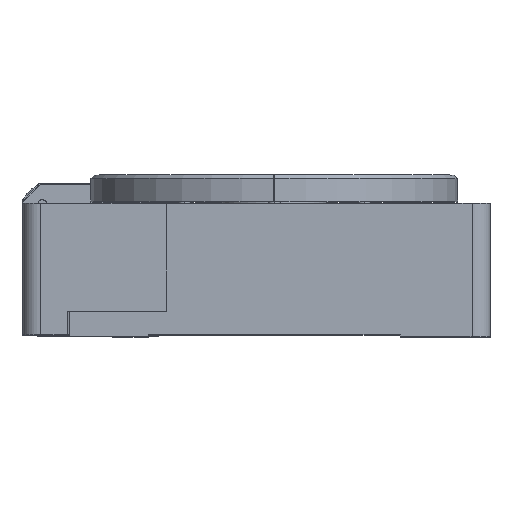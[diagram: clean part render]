
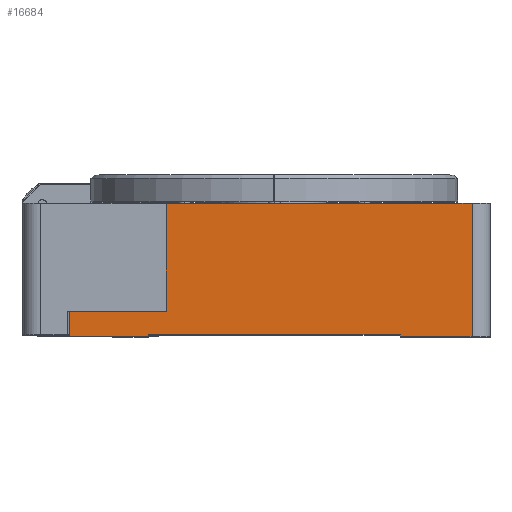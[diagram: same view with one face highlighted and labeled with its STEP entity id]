
A CAD part, top view. The second image highlights one B-rep face of the part: STEP entity #16684.
In plain terms, the highlighted planar face has unit normal (0, 0, 1).
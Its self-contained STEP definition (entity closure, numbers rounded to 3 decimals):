
#303 = DIRECTION ( 'NONE',  ( 1., 0., 0. ) ) ;
#387 = CARTESIAN_POINT ( 'NONE',  ( -70., 0., 60. ) ) ;
#782 = ORIENTED_EDGE ( 'NONE', *, *, #19768, .T. ) ;
#941 = CARTESIAN_POINT ( 'NONE',  ( 35., 0., 60. ) ) ;
#971 = ORIENTED_EDGE ( 'NONE', *, *, #46752, .F. ) ;
#2223 = CARTESIAN_POINT ( 'NONE',  ( -70., 37., 60. ) ) ;
#2362 = EDGE_CURVE ( 'NONE', #49249, #18702, #40686, .T. ) ;
#3072 = DIRECTION ( 'NONE',  ( 0., 1., 0. ) ) ;
#4135 = VERTEX_POINT ( 'NONE', #23136 ) ;
#4262 = EDGE_CURVE ( 'NONE', #12217, #49249, #24072, .T. ) ;
#4854 = EDGE_CURVE ( 'NONE', #39722, #12217, #18527, .T. ) ;
#5016 = EDGE_CURVE ( 'NONE', #41761, #9809, #20167, .T. ) ;
#5082 = PLANE ( 'NONE',  #12403 ) ;
#6167 = DIRECTION ( 'NONE',  ( 0., 1., 0. ) ) ;
#6490 = VECTOR ( 'NONE', #7133, 1000. ) ;
#6559 = LINE ( 'NONE', #27091, #36106 ) ;
#6591 = VECTOR ( 'NONE', #11814, 1000. ) ;
#7106 = DIRECTION ( 'NONE',  ( -1., 0., 0. ) ) ;
#7133 = DIRECTION ( 'NONE',  ( -1., 0., 0. ) ) ;
#7356 = DIRECTION ( 'NONE',  ( 0., -1., 0. ) ) ;
#7655 = CARTESIAN_POINT ( 'NONE',  ( -57., 7., 60. ) ) ;
#7720 = LINE ( 'NONE', #30261, #6490 ) ;
#7916 = VECTOR ( 'NONE', #303, 1000. ) ;
#8018 = VERTEX_POINT ( 'NONE', #43676 ) ;
#8380 = ORIENTED_EDGE ( 'NONE', *, *, #4262, .T. ) ;
#8908 = ORIENTED_EDGE ( 'NONE', *, *, #17644, .F. ) ;
#9051 = CARTESIAN_POINT ( 'NONE',  ( -57., -3., 60. ) ) ;
#9192 = DIRECTION ( 'NONE',  ( 0., -1., 0. ) ) ;
#9809 = VERTEX_POINT ( 'NONE', #43151 ) ;
#10600 = EDGE_LOOP ( 'NONE', ( #45180, #47530, #782, #8908, #32095, #48179, #8380, #27202, #971, #17981 ) ) ;
#11814 = DIRECTION ( 'NONE',  ( 1., 0., 0. ) ) ;
#12217 = VERTEX_POINT ( 'NONE', #941 ) ;
#12403 = AXIS2_PLACEMENT_3D ( 'NONE', #2223, #32396, #21435 ) ;
#12755 = DIRECTION ( 'NONE',  ( 0., 1., 0. ) ) ;
#13367 = VECTOR ( 'NONE', #42964, 1000. ) ;
#16249 = EDGE_CURVE ( 'NONE', #41761, #48543, #17696, .T. ) ;
#16684 = ADVANCED_FACE ( 'NONE', ( #17602 ), #5082, .F. ) ;
#17315 = VECTOR ( 'NONE', #9192, 1000. ) ;
#17602 = FACE_OUTER_BOUND ( 'NONE', #10600, .T. ) ;
#17644 = EDGE_CURVE ( 'NONE', #37072, #8018, #6559, .T. ) ;
#17696 = LINE ( 'NONE', #45943, #47284 ) ;
#17981 = ORIENTED_EDGE ( 'NONE', *, *, #5016, .F. ) ;
#18527 = LINE ( 'NONE', #24885, #17315 ) ;
#18702 = VERTEX_POINT ( 'NONE', #35715 ) ;
#19768 = EDGE_CURVE ( 'NONE', #4135, #8018, #36236, .T. ) ;
#20167 = LINE ( 'NONE', #40909, #21929 ) ;
#20186 = VECTOR ( 'NONE', #3072, 1000. ) ;
#20960 = LINE ( 'NONE', #9051, #44460 ) ;
#21435 = DIRECTION ( 'NONE',  ( -1., 0., 0. ) ) ;
#21929 = VECTOR ( 'NONE', #6167, 1000. ) ;
#22058 = CARTESIAN_POINT ( 'NONE',  ( 55., 0., 60. ) ) ;
#22768 = EDGE_CURVE ( 'NONE', #39722, #37072, #7720, .T. ) ;
#23046 = CARTESIAN_POINT ( 'NONE',  ( -70., 37., 60. ) ) ;
#23136 = CARTESIAN_POINT ( 'NONE',  ( -57., 0., 60. ) ) ;
#24072 = LINE ( 'NONE', #387, #6591 ) ;
#24885 = CARTESIAN_POINT ( 'NONE',  ( 35., 0.5, 60. ) ) ;
#25677 = CARTESIAN_POINT ( 'NONE',  ( 55., 37., 60. ) ) ;
#27091 = CARTESIAN_POINT ( 'NONE',  ( -35., 0.5, 60. ) ) ;
#27202 = ORIENTED_EDGE ( 'NONE', *, *, #2362, .T. ) ;
#30261 = CARTESIAN_POINT ( 'NONE',  ( -35., 0.5, 60. ) ) ;
#32095 = ORIENTED_EDGE ( 'NONE', *, *, #22768, .F. ) ;
#32396 = DIRECTION ( 'NONE',  ( 0., 0., -1. ) ) ;
#34506 = LINE ( 'NONE', #23046, #13367 ) ;
#35698 = CARTESIAN_POINT ( 'NONE',  ( 35., 0.5, 60. ) ) ;
#35715 = CARTESIAN_POINT ( 'NONE',  ( 55., 37., 60. ) ) ;
#36106 = VECTOR ( 'NONE', #7356, 1000. ) ;
#36236 = LINE ( 'NONE', #46868, #7916 ) ;
#37072 = VERTEX_POINT ( 'NONE', #46034 ) ;
#39722 = VERTEX_POINT ( 'NONE', #35698 ) ;
#40686 = LINE ( 'NONE', #25677, #20186 ) ;
#40909 = CARTESIAN_POINT ( 'NONE',  ( -30., -119.491, 60. ) ) ;
#41761 = VERTEX_POINT ( 'NONE', #47719 ) ;
#42964 = DIRECTION ( 'NONE',  ( 1., 0., 0. ) ) ;
#43151 = CARTESIAN_POINT ( 'NONE',  ( -30., 37., 60. ) ) ;
#43676 = CARTESIAN_POINT ( 'NONE',  ( -35., 0., 60. ) ) ;
#44460 = VECTOR ( 'NONE', #12755, 1000. ) ;
#45180 = ORIENTED_EDGE ( 'NONE', *, *, #16249, .T. ) ;
#45765 = EDGE_CURVE ( 'NONE', #4135, #48543, #20960, .T. ) ;
#45943 = CARTESIAN_POINT ( 'NONE',  ( -70., 7., 60. ) ) ;
#46034 = CARTESIAN_POINT ( 'NONE',  ( -35., 0.5, 60. ) ) ;
#46752 = EDGE_CURVE ( 'NONE', #9809, #18702, #34506, .T. ) ;
#46868 = CARTESIAN_POINT ( 'NONE',  ( -70., 0., 60. ) ) ;
#47284 = VECTOR ( 'NONE', #7106, 1000. ) ;
#47530 = ORIENTED_EDGE ( 'NONE', *, *, #45765, .F. ) ;
#47719 = CARTESIAN_POINT ( 'NONE',  ( -30., 7., 60. ) ) ;
#48179 = ORIENTED_EDGE ( 'NONE', *, *, #4854, .T. ) ;
#48543 = VERTEX_POINT ( 'NONE', #7655 ) ;
#49249 = VERTEX_POINT ( 'NONE', #22058 ) ;
